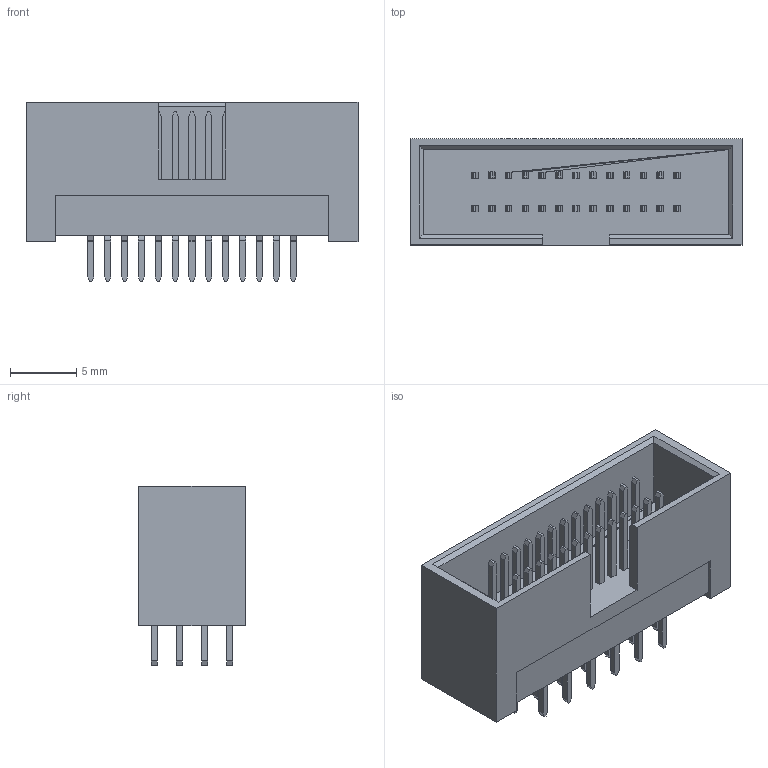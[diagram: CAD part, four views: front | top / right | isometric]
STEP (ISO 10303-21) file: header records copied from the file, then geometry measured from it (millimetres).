
FILE_DESCRIPTION( ('This file contains a STEP AP42 implementation' ,'as created by ZW3D STEP Interface translator.') ,'2;1' );
FILE_NAME( '3141-XXSXXBK00X2.stp' ,'231122.1524 8', (''), ('ZWCAD Software Co.'), 'Version 1.0', 'ZW3D to STEP translator', '' );
FILE_SCHEMA(('AUTOMOTIVE_DESIGN { 1 0 10303 214 1 1 1 1 }'));
Length unit declared in the file: millimetre
Products named in the file (2): 0; 3141-26SG0BK00T2001
Bounding box: 25.01 x 8 x 13.5 mm (x, y, z)
Volume: 1064 mm3; surface area: 2229.4 mm2
Topology: 1 solids, 1 shells, 1173 faces, 2963 edges, 1740 vertices
Faces by surface type: plane 1043, cylinder 104, bspline 26
Entity records: 36414 total; most frequent: CARTESIAN_POINT 7371, ORIENTED_EDGE 5926, DIRECTION 5415, EDGE_CURVE 2963, VECTOR 2703, LINE 2703, VERTEX_POINT 1740, AXIS2_PLACEMENT_3D 1356
